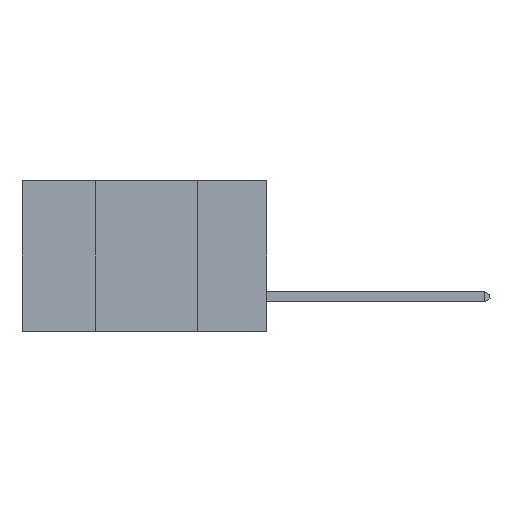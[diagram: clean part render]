
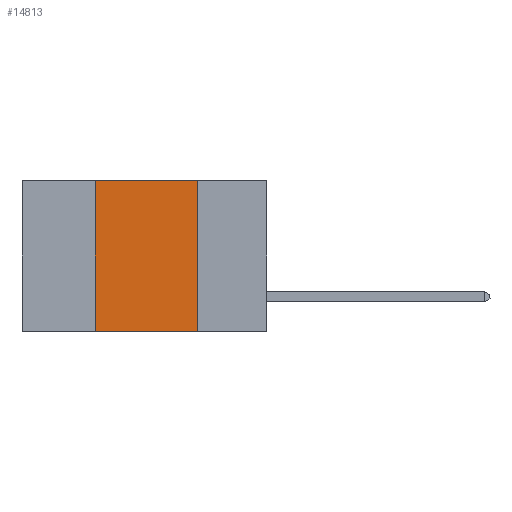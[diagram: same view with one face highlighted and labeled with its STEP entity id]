
A CAD part, left-side view. The second image highlights one B-rep face of the part: STEP entity #14813.
In plain terms, the highlighted planar face has unit normal (-1, 0, 0).
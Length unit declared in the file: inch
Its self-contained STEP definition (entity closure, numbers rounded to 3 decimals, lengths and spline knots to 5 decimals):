
#210 = VECTOR ( 'NONE', #7597, 39.37008 ) ;
#297 = CARTESIAN_POINT ( 'NONE',  ( 0., 0.6, 0. ) ) ;
#581 = FACE_OUTER_BOUND ( 'NONE', #3115, .T. ) ;
#746 = VECTOR ( 'NONE', #12331, 39.37008 ) ;
#1972 = ORIENTED_EDGE ( 'NONE', *, *, #7384, .F. ) ;
#2903 = ORIENTED_EDGE ( 'NONE', *, *, #3192, .F. ) ;
#3073 = VECTOR ( 'NONE', #11330, 39.37008 ) ;
#3115 = EDGE_LOOP ( 'NONE', ( #14309, #1972, #2903, #13250 ) ) ;
#3192 = EDGE_CURVE ( 'NONE', #10802, #12286, #12626, .T. ) ;
#3540 = EDGE_CURVE ( 'NONE', #13193, #12932, #8238, .T. ) ;
#3552 = VECTOR ( 'NONE', #8422, 39.37008 ) ;
#4353 = CARTESIAN_POINT ( 'NONE',  ( 0., 0.17, 0. ) ) ;
#4719 = LINE ( 'NONE', #14733, #3073 ) ;
#7384 = EDGE_CURVE ( 'NONE', #12286, #13193, #4719, .T. ) ;
#7597 = DIRECTION ( 'NONE',  ( 0., 0., 1. ) ) ;
#7696 = CARTESIAN_POINT ( 'NONE',  ( 0., 0.42, 0. ) ) ;
#8238 = LINE ( 'NONE', #4353, #746 ) ;
#8362 = DIRECTION ( 'NONE',  ( 0., 0., -1. ) ) ;
#8409 = DIRECTION ( 'NONE',  ( 1., 0., 0. ) ) ;
#8422 = DIRECTION ( 'NONE',  ( 0., -1., 0. ) ) ;
#8660 = LINE ( 'NONE', #10704, #3552 ) ;
#9241 = EDGE_CURVE ( 'NONE', #10802, #12932, #8660, .T. ) ;
#9843 = AXIS2_PLACEMENT_3D ( 'NONE', #297, #8409, #8362 ) ;
#10704 = CARTESIAN_POINT ( 'NONE',  ( 0., 0.6, -0.37 ) ) ;
#10802 = VERTEX_POINT ( 'NONE', #11420 ) ;
#11330 = DIRECTION ( 'NONE',  ( 0., -1., 0. ) ) ;
#11420 = CARTESIAN_POINT ( 'NONE',  ( 0., 0.42, -0.37 ) ) ;
#12004 = CARTESIAN_POINT ( 'NONE',  ( 0., 0.17, 0. ) ) ;
#12286 = VERTEX_POINT ( 'NONE', #13318 ) ;
#12331 = DIRECTION ( 'NONE',  ( 0., 0., -1. ) ) ;
#12626 = LINE ( 'NONE', #7696, #210 ) ;
#12682 = CARTESIAN_POINT ( 'NONE',  ( 0., 0.17, -0.37 ) ) ;
#12932 = VERTEX_POINT ( 'NONE', #12682 ) ;
#13193 = VERTEX_POINT ( 'NONE', #12004 ) ;
#13250 = ORIENTED_EDGE ( 'NONE', *, *, #9241, .T. ) ;
#13318 = CARTESIAN_POINT ( 'NONE',  ( 0., 0.42, 0. ) ) ;
#14087 = PLANE ( 'NONE',  #9843 ) ;
#14309 = ORIENTED_EDGE ( 'NONE', *, *, #3540, .F. ) ;
#14733 = CARTESIAN_POINT ( 'NONE',  ( 0., 0.6, 0. ) ) ;
#14813 = ADVANCED_FACE ( 'NONE', ( #581 ), #14087, .F. ) ;
